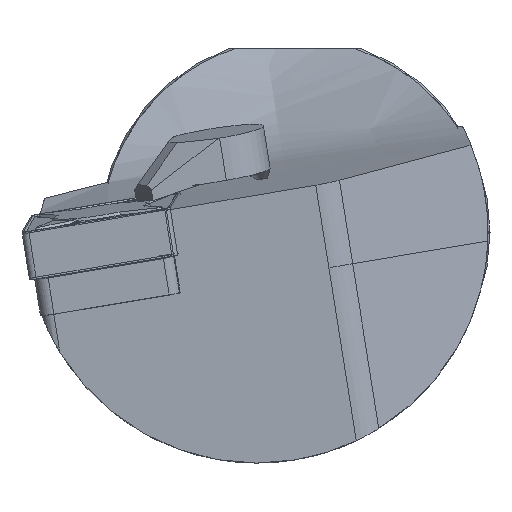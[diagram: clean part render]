
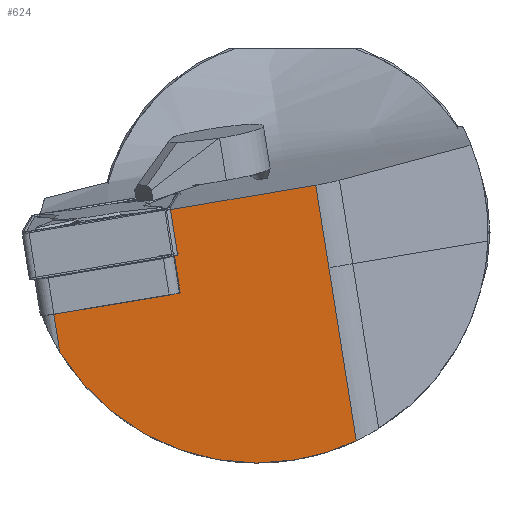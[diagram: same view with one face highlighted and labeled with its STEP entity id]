
A CAD part, left-side view. The second image highlights one B-rep face of the part: STEP entity #624.
In plain terms, the highlighted planar face has unit normal (-0.991, -0.102, -0.089).
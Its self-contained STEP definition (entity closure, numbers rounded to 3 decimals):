
#571=ELLIPSE('',#2577,29.877,29.6);
#583=B_SPLINE_CURVE_WITH_KNOTS('',3,(#3428,#3429,#3430,#3431,#3432,#3433,
#3434),.UNSPECIFIED.,.F.,.F.,(4,3,4),(0.,0.361,1.),
 .UNSPECIFIED.);
#624=ADVANCED_FACE('',(#809),#739,.F.);
#739=PLANE('',#2578);
#809=FACE_OUTER_BOUND('',#919,.T.);
#919=EDGE_LOOP('',(#1425,#1426,#1427,#1428,#1429,#1430,#1431,#1432,#1433,
#1434));
#1039=LINE('',#3347,#1216);
#1052=LINE('',#3383,#1229);
#1057=LINE('',#3416,#1234);
#1058=LINE('',#3418,#1235);
#1059=LINE('',#3422,#1236);
#1060=LINE('',#3424,#1237);
#1061=LINE('',#3426,#1238);
#1216=VECTOR('',#2770,1.);
#1229=VECTOR('',#2791,1.);
#1234=VECTOR('',#2806,1.);
#1235=VECTOR('',#2807,1.);
#1236=VECTOR('',#2810,1.);
#1237=VECTOR('',#2811,1.);
#1238=VECTOR('',#2812,1.);
#1425=ORIENTED_EDGE('',*,*,#2217,.T.);
#1426=ORIENTED_EDGE('',*,*,#2218,.F.);
#1427=ORIENTED_EDGE('',*,*,#2219,.T.);
#1428=ORIENTED_EDGE('',*,*,#2220,.T.);
#1429=ORIENTED_EDGE('',*,*,#2221,.F.);
#1430=ORIENTED_EDGE('',*,*,#2221,.T.);
#1431=ORIENTED_EDGE('',*,*,#2222,.T.);
#1432=ORIENTED_EDGE('',*,*,#2223,.T.);
#1433=ORIENTED_EDGE('',*,*,#2207,.T.);
#1434=ORIENTED_EDGE('',*,*,#2192,.T.);
#1993=VERTEX_POINT('',#3345);
#1995=VERTEX_POINT('',#3348);
#2007=VERTEX_POINT('',#3384);
#2014=VERTEX_POINT('',#3417);
#2015=VERTEX_POINT('',#3419);
#2016=VERTEX_POINT('',#3421);
#2017=VERTEX_POINT('',#3423);
#2018=VERTEX_POINT('',#3425);
#2019=VERTEX_POINT('',#3427);
#2192=EDGE_CURVE('',#1995,#1993,#1039,.T.);
#2207=EDGE_CURVE('',#2007,#1995,#1052,.T.);
#2217=EDGE_CURVE('',#1993,#2014,#1057,.T.);
#2218=EDGE_CURVE('',#2015,#2014,#1058,.T.);
#2219=EDGE_CURVE('',#2015,#2016,#571,.T.);
#2220=EDGE_CURVE('',#2016,#2017,#1059,.T.);
#2221=EDGE_CURVE('',#2018,#2017,#1060,.T.);
#2222=EDGE_CURVE('',#2017,#2019,#1061,.T.);
#2223=EDGE_CURVE('',#2019,#2007,#583,.T.);
#2577=AXIS2_PLACEMENT_3D('',#3420,#2808,#2809);
#2578=AXIS2_PLACEMENT_3D('',#3435,#2813,#2814);
#2770=DIRECTION('',(-0.087,0.983,-0.165));
#2791=DIRECTION('',(0.105,-0.156,-0.982));
#2806=DIRECTION('',(-0.087,0.983,-0.165));
#2807=DIRECTION('',(-0.105,0.156,0.982));
#2808=DIRECTION('',(-0.991,-0.102,-0.089));
#2809=DIRECTION('',(-0.136,0.747,0.651));
#2810=DIRECTION('',(-0.105,0.156,0.982));
#2811=DIRECTION('',(0.087,-0.983,0.165));
#2812=DIRECTION('',(-0.105,0.156,0.982));
#2813=DIRECTION('',(0.991,0.102,0.089));
#2814=DIRECTION('',(0.103,-0.995,0.));
#3345=CARTESIAN_POINT('',(-265.377,0.802,-8.099));
#3347=CARTESIAN_POINT('',(-263.635,-18.935,-4.788));
#3348=CARTESIAN_POINT('',(-265.324,0.209,-8.));
#3383=CARTESIAN_POINT('',(-270.043,7.232,36.342));
#3384=CARTESIAN_POINT('',(-266.454,1.891,2.619));
#3416=CARTESIAN_POINT('',(-263.635,-18.935,-4.788));
#3417=CARTESIAN_POINT('',(-266.746,16.328,-10.704));
#3418=CARTESIAN_POINT('',(-325.73,104.118,543.579));
#3419=CARTESIAN_POINT('',(-266.23,15.559,-15.56));
#3420=CARTESIAN_POINT('',(-264.999,-9.739,-0.193));
#3421=CARTESIAN_POINT('',(-261.279,-22.442,-26.929));
#3422=CARTESIAN_POINT('',(-322.619,68.854,549.495));
#3423=CARTESIAN_POINT('',(-263.64,-18.929,-4.746));
#3424=CARTESIAN_POINT('',(-263.64,-18.929,-4.746));
#3425=CARTESIAN_POINT('',(-265.248,-0.701,-7.804));
#3426=CARTESIAN_POINT('',(-322.619,68.854,549.495));
#3427=CARTESIAN_POINT('',(-264.765,-17.254,5.831));
#3428=CARTESIAN_POINT('',(-264.765,-17.254,5.831));
#3429=CARTESIAN_POINT('',(-264.969,-14.949,5.445));
#3430=CARTESIAN_POINT('',(-265.172,-12.645,5.058));
#3431=CARTESIAN_POINT('',(-265.375,-10.341,4.671));
#3432=CARTESIAN_POINT('',(-265.735,-6.263,3.987));
#3433=CARTESIAN_POINT('',(-266.095,-2.186,3.303));
#3434=CARTESIAN_POINT('',(-266.454,1.891,2.619));
#3435=CARTESIAN_POINT('',(-322.619,68.854,549.495));
